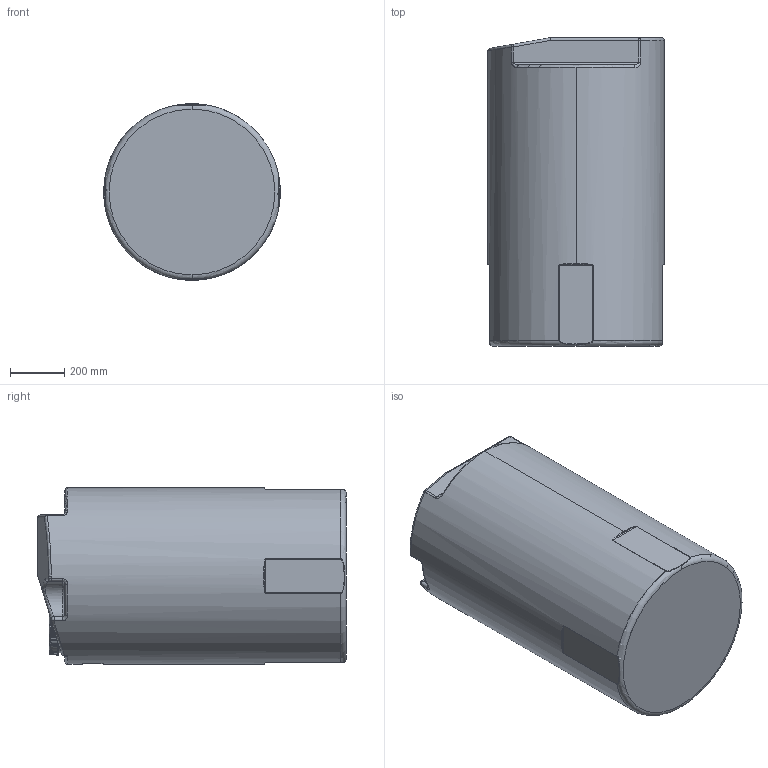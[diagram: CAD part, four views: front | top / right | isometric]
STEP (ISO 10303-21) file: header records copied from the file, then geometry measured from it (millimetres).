
FILE_DESCRIPTION (( 'STEP AP203' ), '1' );
FILE_NAME ('14030 Armatec140342.STEP', '2023-08-29T06:05:27', ( '' ), ( '' ), 'SwSTEP 2.0', 'SolidWorks 2022', '' );
FILE_SCHEMA (( 'CONFIG_CONTROL_DESIGN' ));
Products named in the file (1): 14030 Armatec140342
Bounding box: 650 x 1135 x 650 mm (x, y, z)
Volume: 11777430.6 mm3; surface area: 5951493.3 mm2
Topology: 3 solids, 3 shells, 883 faces, 2241 edges, 1325 vertices
Faces by surface type: cylinder 344, plane 228, bspline 137, torus 95, sphere 55, cone 24
Entity records: 36972 total; most frequent: CARTESIAN_POINT 17292, ORIENTED_EDGE 4364, DIRECTION 3898, EDGE_CURVE 2182, AXIS2_PLACEMENT_3D 1514, VERTEX_POINT 1317, EDGE_LOOP 913, ADVANCED_FACE 883
